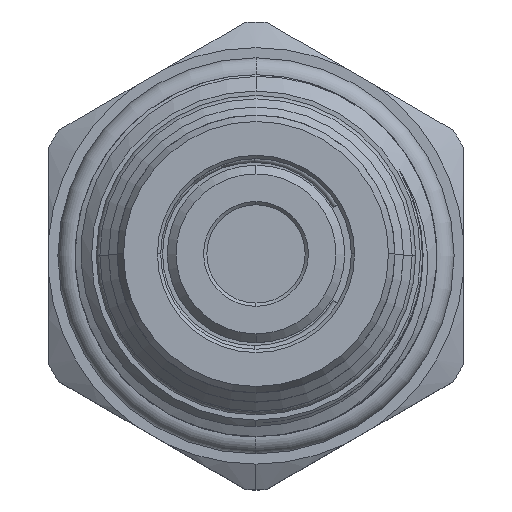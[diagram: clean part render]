
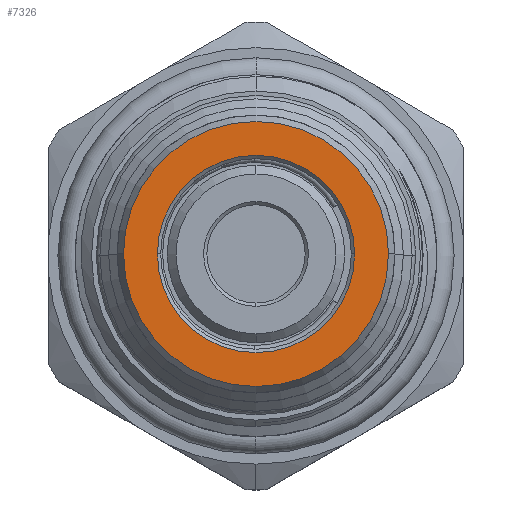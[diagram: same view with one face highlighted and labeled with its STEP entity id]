
A CAD part, top view. The second image highlights one B-rep face of the part: STEP entity #7326.
In plain terms, the highlighted planar face has unit normal (0, 0, 1).
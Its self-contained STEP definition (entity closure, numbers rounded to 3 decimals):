
#38 = FACE_BOUND ( 'NONE', #5322, .T. ) ;
#1178 = CARTESIAN_POINT ( 'NONE',  ( -0.035, -0.035, 113.052 ) ) ;
#1179 = DIRECTION ( 'NONE',  ( 0., 0., -1. ) ) ;
#1180 = DIRECTION ( 'NONE',  ( -1., 0., 0. ) ) ;
#2563 = DIRECTION ( 'NONE',  ( 0., 0., -1. ) ) ;
#2584 = DIRECTION ( 'NONE',  ( -1., 0., 0. ) ) ;
#2622 = DIRECTION ( 'NONE',  ( 0., 0., -1. ) ) ;
#2625 = CARTESIAN_POINT ( 'NONE',  ( -0.035, -0.035, 113.052 ) ) ;
#2673 = CARTESIAN_POINT ( 'NONE',  ( -0.035, -0.035, 113.052 ) ) ;
#2720 = DIRECTION ( 'NONE',  ( -1., 0., 0. ) ) ;
#3260 = CARTESIAN_POINT ( 'NONE',  ( -0.035, -0.035, 113.052 ) ) ;
#3261 = DIRECTION ( 'NONE',  ( 0., 0., -1. ) ) ;
#3262 = DIRECTION ( 'NONE',  ( -1., 0., 0. ) ) ;
#3437 = CARTESIAN_POINT ( 'NONE',  ( 8.995, -0.035, 113.052 ) ) ;
#3496 = CARTESIAN_POINT ( 'NONE',  ( -9.064, -0.035, 113.052 ) ) ;
#3638 = CARTESIAN_POINT ( 'NONE',  ( 12.098, -0.035, 113.052 ) ) ;
#3682 = CARTESIAN_POINT ( 'NONE',  ( -12.167, -0.035, 113.052 ) ) ;
#3772 = CIRCLE ( 'NONE', #6973, 12.133 ) ;
#3856 = CIRCLE ( 'NONE', #6934, 9.03 ) ;
#4000 = EDGE_CURVE ( 'NONE', #6191, #5352, #7780, .T. ) ;
#4029 = EDGE_CURVE ( 'NONE', #5146, #5205, #7836, .T. ) ;
#5146 = VERTEX_POINT ( 'NONE', #3638 ) ;
#5205 = VERTEX_POINT ( 'NONE', #3682 ) ;
#5322 = EDGE_LOOP ( 'NONE', ( #7391, #6816 ) ) ;
#5352 = VERTEX_POINT ( 'NONE', #3437 ) ;
#6037 = CARTESIAN_POINT ( 'NONE',  ( -0.035, -0.035, 113.052 ) ) ;
#6042 = DIRECTION ( 'NONE',  ( 0., 0., 1. ) ) ;
#6057 = DIRECTION ( 'NONE',  ( 1., 0., 0. ) ) ;
#6080 = PLANE ( 'NONE',  #7047 ) ;
#6191 = VERTEX_POINT ( 'NONE', #3496 ) ;
#6583 = ORIENTED_EDGE ( 'NONE', *, *, #9764, .F. ) ;
#6643 = ORIENTED_EDGE ( 'NONE', *, *, #4029, .F. ) ;
#6816 = ORIENTED_EDGE ( 'NONE', *, *, #4000, .T. ) ;
#6934 = AXIS2_PLACEMENT_3D ( 'NONE', #3260, #3261, #3262 ) ;
#6973 = AXIS2_PLACEMENT_3D ( 'NONE', #1178, #1179, #1180 ) ;
#7047 = AXIS2_PLACEMENT_3D ( 'NONE', #6037, #6042, #6057 ) ;
#7326 = ADVANCED_FACE ( 'NONE', ( #8890, #38 ), #6080, .T. ) ;
#7391 = ORIENTED_EDGE ( 'NONE', *, *, #9676, .T. ) ;
#7780 = CIRCLE ( 'NONE', #8536, 9.03 ) ;
#7836 = CIRCLE ( 'NONE', #8453, 12.133 ) ;
#7936 = EDGE_LOOP ( 'NONE', ( #6583, #6643 ) ) ;
#8453 = AXIS2_PLACEMENT_3D ( 'NONE', #2673, #2563, #2584 ) ;
#8536 = AXIS2_PLACEMENT_3D ( 'NONE', #2625, #2622, #2720 ) ;
#8890 = FACE_OUTER_BOUND ( 'NONE', #7936, .T. ) ;
#9676 = EDGE_CURVE ( 'NONE', #5352, #6191, #3856, .T. ) ;
#9764 = EDGE_CURVE ( 'NONE', #5205, #5146, #3772, .T. ) ;
